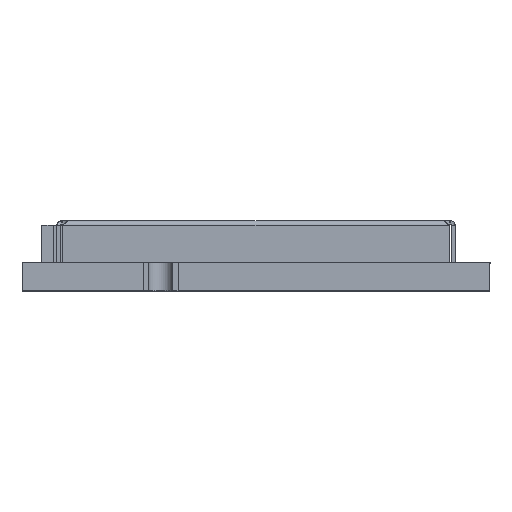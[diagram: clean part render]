
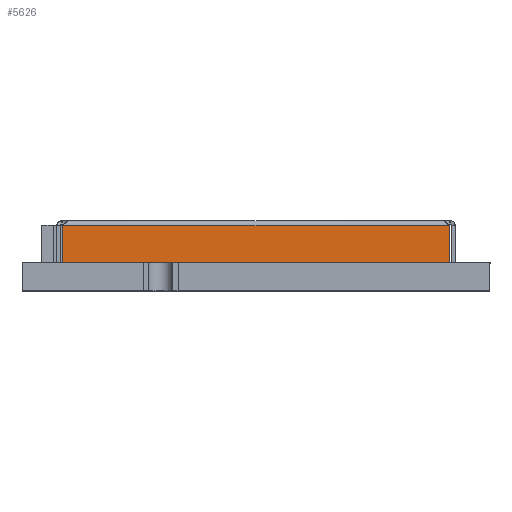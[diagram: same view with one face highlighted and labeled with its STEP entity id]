
A CAD part, top view. The second image highlights one B-rep face of the part: STEP entity #5626.
In plain terms, the highlighted planar face has unit normal (0, 0, 1).
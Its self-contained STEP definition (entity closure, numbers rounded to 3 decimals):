
#297 = CARTESIAN_POINT ( 'NONE',  ( -5.579, 1.87, 5.35 ) ) ;
#445 = DIRECTION ( 'NONE',  ( -1., 0., 0. ) ) ;
#778 = LINE ( 'NONE', #2711, #4668 ) ;
#1491 = EDGE_CURVE ( 'NONE', #5794, #3485, #1753, .T. ) ;
#1594 = CARTESIAN_POINT ( 'NONE',  ( 0., 0., 5.35 ) ) ;
#1753 = LINE ( 'NONE', #9678, #7313 ) ;
#1981 = VECTOR ( 'NONE', #3374, 1000. ) ;
#2711 = CARTESIAN_POINT ( 'NONE',  ( 0., 1.87, 5.35 ) ) ;
#2809 = EDGE_LOOP ( 'NONE', ( #4783, #9749, #5858, #9064 ) ) ;
#3374 = DIRECTION ( 'NONE',  ( 0., 1., 0. ) ) ;
#3485 = VERTEX_POINT ( 'NONE', #297 ) ;
#3595 = LINE ( 'NONE', #7642, #1981 ) ;
#4572 = EDGE_CURVE ( 'NONE', #5035, #8837, #3595, .T. ) ;
#4668 = VECTOR ( 'NONE', #7298, 1000. ) ;
#4783 = ORIENTED_EDGE ( 'NONE', *, *, #8695, .T. ) ;
#4964 = AXIS2_PLACEMENT_3D ( 'NONE', #1594, #5403, #6378 ) ;
#5035 = VERTEX_POINT ( 'NONE', #6300 ) ;
#5132 = VECTOR ( 'NONE', #445, 1000. ) ;
#5403 = DIRECTION ( 'NONE',  ( 0., 0., 1. ) ) ;
#5626 = ADVANCED_FACE ( 'NONE', ( #8211 ), #6149, .T. ) ;
#5772 = EDGE_CURVE ( 'NONE', #5035, #5794, #7493, .T. ) ;
#5794 = VERTEX_POINT ( 'NONE', #6437 ) ;
#5858 = ORIENTED_EDGE ( 'NONE', *, *, #5772, .F. ) ;
#5879 = CARTESIAN_POINT ( 'NONE',  ( 5.579, 1.87, 5.35 ) ) ;
#6054 = DIRECTION ( 'NONE',  ( 0., 1., 0. ) ) ;
#6149 = PLANE ( 'NONE',  #4964 ) ;
#6300 = CARTESIAN_POINT ( 'NONE',  ( 5.579, 0.808, 5.35 ) ) ;
#6378 = DIRECTION ( 'NONE',  ( 0., -1., 0. ) ) ;
#6437 = CARTESIAN_POINT ( 'NONE',  ( -5.579, 0.808, 5.35 ) ) ;
#7298 = DIRECTION ( 'NONE',  ( -1., 0., 0. ) ) ;
#7313 = VECTOR ( 'NONE', #6054, 1000. ) ;
#7493 = LINE ( 'NONE', #8684, #5132 ) ;
#7642 = CARTESIAN_POINT ( 'NONE',  ( 5.579, 0., 5.35 ) ) ;
#8211 = FACE_OUTER_BOUND ( 'NONE', #2809, .T. ) ;
#8684 = CARTESIAN_POINT ( 'NONE',  ( -5.75, 0.808, 5.35 ) ) ;
#8695 = EDGE_CURVE ( 'NONE', #8837, #3485, #778, .T. ) ;
#8837 = VERTEX_POINT ( 'NONE', #5879 ) ;
#9064 = ORIENTED_EDGE ( 'NONE', *, *, #4572, .T. ) ;
#9678 = CARTESIAN_POINT ( 'NONE',  ( -5.579, 1.92, 5.35 ) ) ;
#9749 = ORIENTED_EDGE ( 'NONE', *, *, #1491, .F. ) ;
